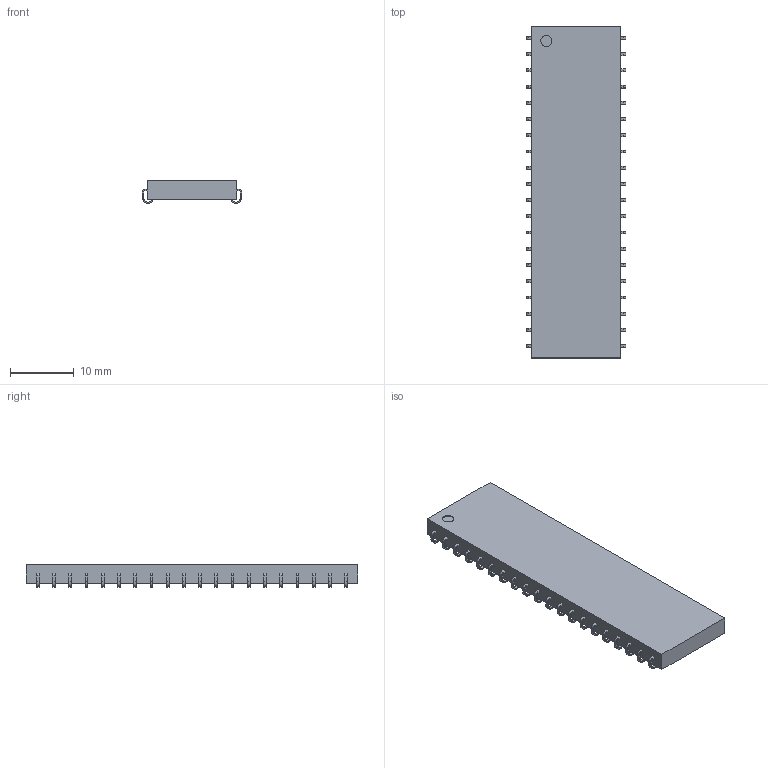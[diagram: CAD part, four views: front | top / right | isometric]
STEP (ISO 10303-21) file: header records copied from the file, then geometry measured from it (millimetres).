
FILE_DESCRIPTION(('Open CASCADE Model'),'2;1');
FILE_NAME('Open CASCADE Shape Model','2023-01-19T11:27:55',('Author'),( 'Open CASCADE'),'Open CASCADE STEP processor 7.5','Open CASCADE 7.5' ,'Unknown');
FILE_SCHEMA(('AUTOMOTIVE_DESIGN { 1 0 10303 214 1 1 1 1 }'));
Length unit declared in the file: millimetre
Products named in the file (7): PCB; Designator1; 6416425104; Open CASCADE STEP translator 7.5 32.1; Body; Open CASCADE STEP translator 7.5 32.2.1; Lead
Assembly tree (44 placements, depth 4):
  PCB
  Designator1
    6416425104
      Open CASCADE STEP translator 7.5 32.1
      Body
        Open CASCADE STEP translator 7.5 32.2.1
      Lead  x40
Bounding box: 15.57 x 52 x 3.56 mm (x, y, z)
Volume: 2136.4 mm3; surface area: 2063.4 mm2
Topology: 41 solids, 42 shells, 729 faces, 1456 edges, 811 vertices
Faces by surface type: plane 568, cylinder 161
Full cylindrical faces by diameter (mm): 1.744 x1
Entity records: 1121 total; most frequent: DIRECTION 207, CARTESIAN_POINT 155, ORIENTED_EDGE 103, AXIS2_PLACEMENT_3D 83, EDGE_CURVE 52, PRODUCT_DEFINITION_SHAPE 51, CONTEXT_DEPENDENT_SHAPE_REPRESENTATION 44, ITEM_DEFINED_TRANSFORMATION 44
